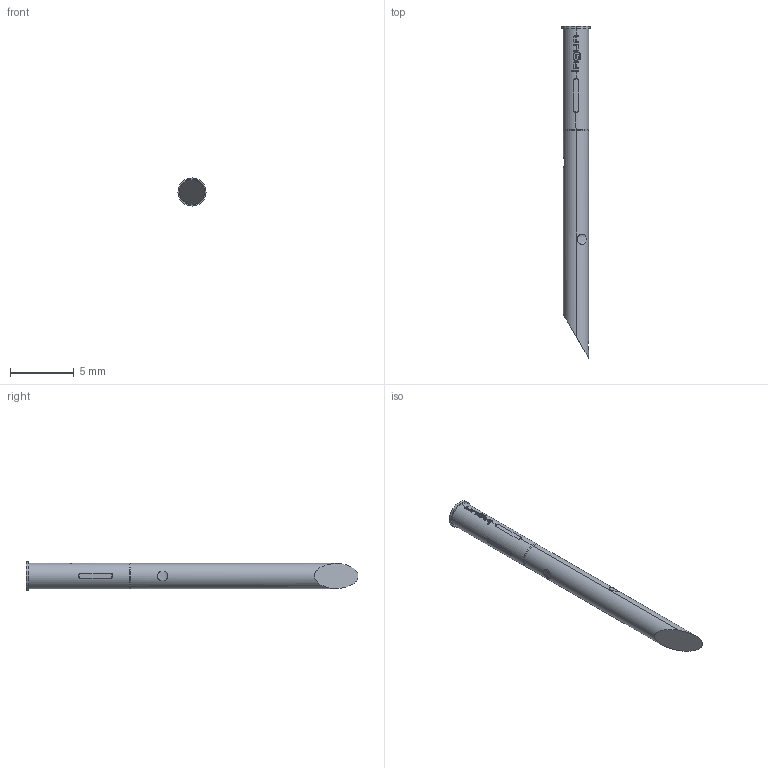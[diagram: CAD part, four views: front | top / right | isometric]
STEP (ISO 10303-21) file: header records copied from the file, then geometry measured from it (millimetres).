
FILE_DESCRIPTION (( 'STEP AP203' ), '1' );
FILE_NAME ('INGUN_KS-112_23.STEP', '2020-11-16T07:58:29', ( '' ), ( '' ), 'SwSTEP 2.0', 'SolidWorks 2018', '' );
FILE_SCHEMA (( 'CONFIG_CONTROL_DESIGN' ));
Length unit declared in the file: millimetre
Products named in the file (1): INGUN_KS-112_23
Bounding box: 2.2 x 26 x 2.2 mm (x, y, z)
Volume: 74.3 mm3; surface area: 161.6 mm2
Topology: 1 solids, 1 shells, 110 faces, 302 edges, 202 vertices
Faces by surface type: plane 47, cylinder 36, bspline 25, cone 2
Entity records: 4046 total; most frequent: CARTESIAN_POINT 1376, ORIENTED_EDGE 604, DIRECTION 450, EDGE_CURVE 302, VERTEX_POINT 202, AXIS2_PLACEMENT_3D 172, EDGE_LOOP 118, ADVANCED_FACE 110
